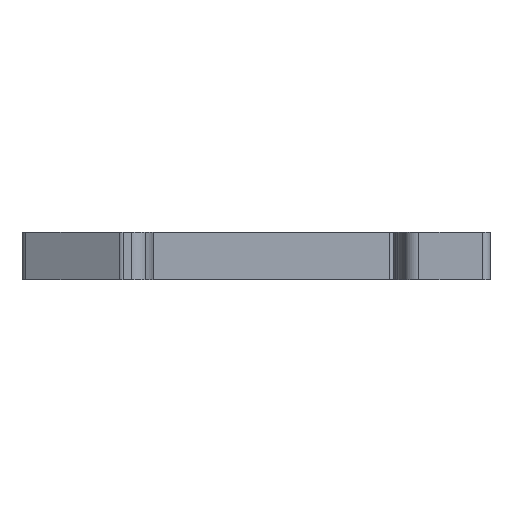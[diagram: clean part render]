
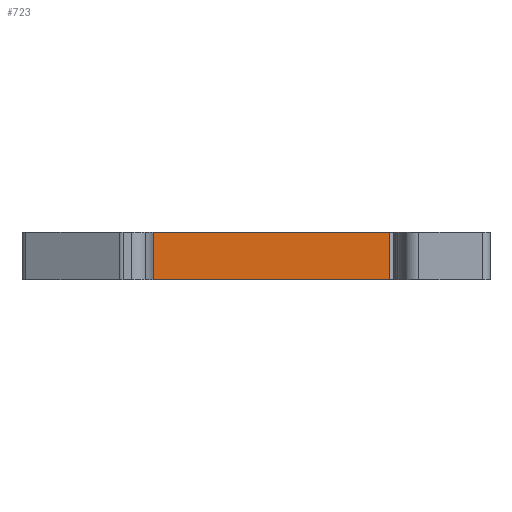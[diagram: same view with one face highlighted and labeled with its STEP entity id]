
A CAD part, left-side view. The second image highlights one B-rep face of the part: STEP entity #723.
In plain terms, the highlighted planar face has unit normal (-1, 0, 0).
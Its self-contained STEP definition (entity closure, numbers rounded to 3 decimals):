
#723=ADVANCED_FACE('',(#1258),#977,.T.);
#977=PLANE('',#6909);
#1258=FACE_OUTER_BOUND('',#1592,.T.);
#1592=EDGE_LOOP('',(#2889,#2890,#2891,#2892));
#2889=ORIENTED_EDGE('',*,*,#4953,.F.);
#2890=ORIENTED_EDGE('',*,*,#4954,.F.);
#2891=ORIENTED_EDGE('',*,*,#4810,.T.);
#2892=ORIENTED_EDGE('',*,*,#4952,.T.);
#4032=VERTEX_POINT('',#10289);
#4033=VERTEX_POINT('',#10291);
#4136=VERTEX_POINT('',#10693);
#4137=VERTEX_POINT('',#10697);
#4810=EDGE_CURVE('',#4033,#4032,#5581,.T.);
#4952=EDGE_CURVE('',#4032,#4136,#5657,.T.);
#4953=EDGE_CURVE('',#4137,#4136,#5658,.T.);
#4954=EDGE_CURVE('',#4033,#4137,#5659,.T.);
#5581=LINE('',#10290,#6248);
#5657=LINE('',#10694,#6324);
#5658=LINE('',#10696,#6325);
#5659=LINE('',#10698,#6326);
#6248=VECTOR('',#8103,1.);
#6324=VECTOR('',#8351,1.);
#6325=VECTOR('',#8354,1.);
#6326=VECTOR('',#8355,1.);
#6909=AXIS2_PLACEMENT_3D('',#10699,#8356,#8357);
#8103=DIRECTION('',(0.,1.,0.));
#8351=DIRECTION('',(0.,0.,-1.));
#8354=DIRECTION('',(0.,1.,0.));
#8355=DIRECTION('',(0.,0.,-1.));
#8356=DIRECTION('',(-1.,0.,0.));
#8357=DIRECTION('',(0.,0.,1.));
#10289=CARTESIAN_POINT('',(-17.086,40.696,-98.34));
#10290=CARTESIAN_POINT('',(-17.086,8.297,-98.34));
#10291=CARTESIAN_POINT('',(-17.086,8.297,-98.34));
#10693=CARTESIAN_POINT('',(-17.086,40.696,-104.54));
#10694=CARTESIAN_POINT('',(-17.086,40.696,-98.34));
#10696=CARTESIAN_POINT('',(-17.086,23.696,-104.54));
#10697=CARTESIAN_POINT('',(-17.086,8.297,-104.54));
#10698=CARTESIAN_POINT('',(-17.086,8.297,-98.34));
#10699=CARTESIAN_POINT('',(-17.086,23.696,-98.34));
